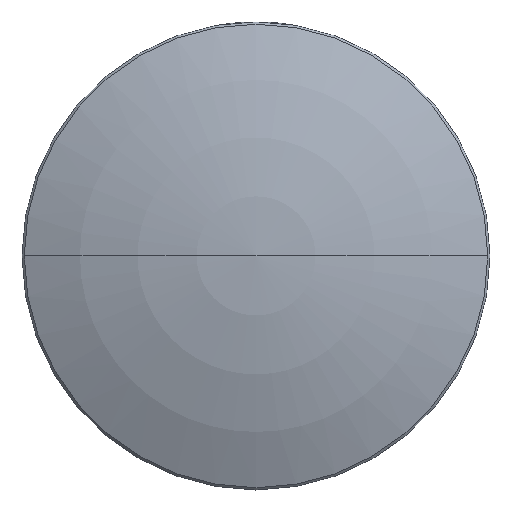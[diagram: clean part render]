
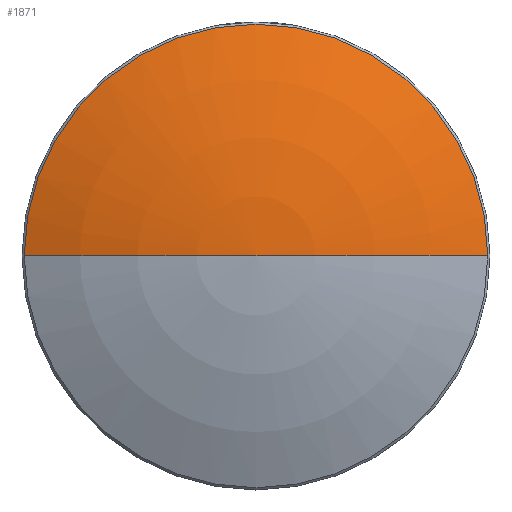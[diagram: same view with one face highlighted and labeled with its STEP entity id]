
A CAD part, top view. The second image highlights one B-rep face of the part: STEP entity #1871.
In plain terms, the highlighted toroidal (fillet/blend) face has major radius 0.005 mm and minor radius 92.02 mm.
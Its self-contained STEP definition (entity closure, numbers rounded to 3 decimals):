
#7 = VERTEX_POINT ( 'NONE', #1139 ) ;
#129 = DIRECTION ( 'NONE',  ( 0., 1., 0. ) ) ;
#273 = DIRECTION ( 'NONE',  ( 1., 0., 0. ) ) ;
#318 = DIRECTION ( 'NONE',  ( -1., 0., 0. ) ) ;
#408 = AXIS2_PLACEMENT_3D ( 'NONE', #2139, #1777, #273 ) ;
#483 = CIRCLE ( 'NONE', #889, 92.02 ) ;
#515 = DIRECTION ( 'NONE',  ( 0., 0., 1. ) ) ;
#628 = ORIENTED_EDGE ( 'NONE', *, *, #2059, .T. ) ;
#657 = CARTESIAN_POINT ( 'NONE',  ( -17.345, 20.432, 11.726 ) ) ;
#708 = FACE_OUTER_BOUND ( 'NONE', #2126, .T. ) ;
#798 = CARTESIAN_POINT ( 'NONE',  ( -17.356, 20.432, 11.726 ) ) ;
#851 = CIRCLE ( 'NONE', #1711, 92.02 ) ;
#889 = AXIS2_PLACEMENT_3D ( 'NONE', #798, #1453, #1310 ) ;
#951 = ORIENTED_EDGE ( 'NONE', *, *, #1430, .F. ) ;
#1041 = CARTESIAN_POINT ( 'NONE',  ( -17.35, 20.432, 95.916 ) ) ;
#1139 = CARTESIAN_POINT ( 'NONE',  ( -17.35, 20.432, 103.746 ) ) ;
#1254 = VERTEX_POINT ( 'NONE', #1769 ) ;
#1274 = CIRCLE ( 'NONE', #1903, 37.14 ) ;
#1280 = CARTESIAN_POINT ( 'NONE',  ( 19.79, 20.432, 95.916 ) ) ;
#1310 = DIRECTION ( 'NONE',  ( 0., 0., -1. ) ) ;
#1388 = VERTEX_POINT ( 'NONE', #1280 ) ;
#1430 = EDGE_CURVE ( 'NONE', #1388, #7, #483, .T. ) ;
#1452 = ORIENTED_EDGE ( 'NONE', *, *, #2178, .T. ) ;
#1453 = DIRECTION ( 'NONE',  ( 0., -1., 0. ) ) ;
#1711 = AXIS2_PLACEMENT_3D ( 'NONE', #657, #129, #318 ) ;
#1769 = CARTESIAN_POINT ( 'NONE',  ( -54.491, 20.432, 95.916 ) ) ;
#1777 = DIRECTION ( 'NONE',  ( 0., 0., 1. ) ) ;
#1855 = DIRECTION ( 'NONE',  ( -1., 0., 0. ) ) ;
#1871 = ADVANCED_FACE ( 'NONE', ( #708 ), #2057, .T. ) ;
#1903 = AXIS2_PLACEMENT_3D ( 'NONE', #1041, #515, #1855 ) ;
#2057 = TOROIDAL_SURFACE ( 'NONE', #408, -0.005, 92.02 ) ;
#2059 = EDGE_CURVE ( 'NONE', #1254, #7, #851, .T. ) ;
#2126 = EDGE_LOOP ( 'NONE', ( #1452, #628, #951 ) ) ;
#2139 = CARTESIAN_POINT ( 'NONE',  ( -17.35, 20.432, 11.726 ) ) ;
#2178 = EDGE_CURVE ( 'NONE', #1388, #1254, #1274, .T. ) ;
